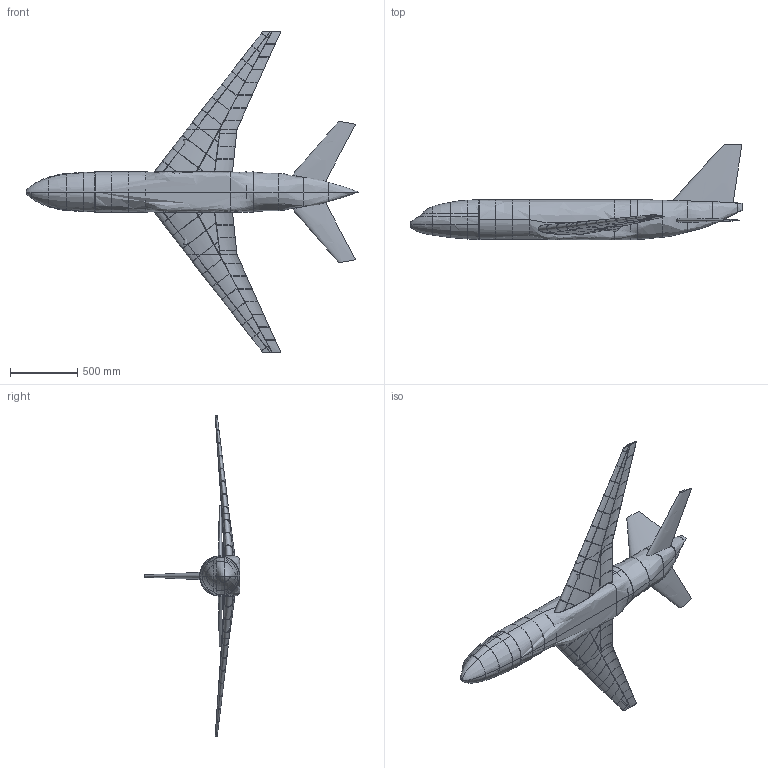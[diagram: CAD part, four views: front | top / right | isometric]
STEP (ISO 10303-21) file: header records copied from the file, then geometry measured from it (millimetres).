
FILE_DESCRIPTION(('FreeCAD Model'),'2;1');
FILE_NAME('Open CASCADE Shape Model','2025-04-27T08:03:22',('FreeCAD'),( 'FreeCAD'),'Open CASCADE STEP processor 7.6','FreeCAD','Unknown');
FILE_SCHEMA(('AUTOMOTIVE_DESIGN { 1 0 10303 214 1 1 1 1 }'));
Products named in the file (1): Open CASCADE STEP translator 7.6 1
Bounding box: 2477.01 x 715.55 x 2400.24 mm (x, y, z)
Volume: 2433510.6 mm3; surface area: 5992987.6 mm2
Topology: 87 solids, 104 shells, 1466 faces, 3928 edges, 2576 vertices
Faces by surface type: bspline 1466
Entity records: 168302 total; most frequent: CARTESIAN_POINT 143891, ORIENTED_EDGE 7750, EDGE_CURVE 3916, B_SPLINE_CURVE_WITH_KNOTS 3802, VERTEX_POINT 2576, FACE_BOUND 1630, EDGE_LOOP 1630, ADVANCED_FACE 1466
